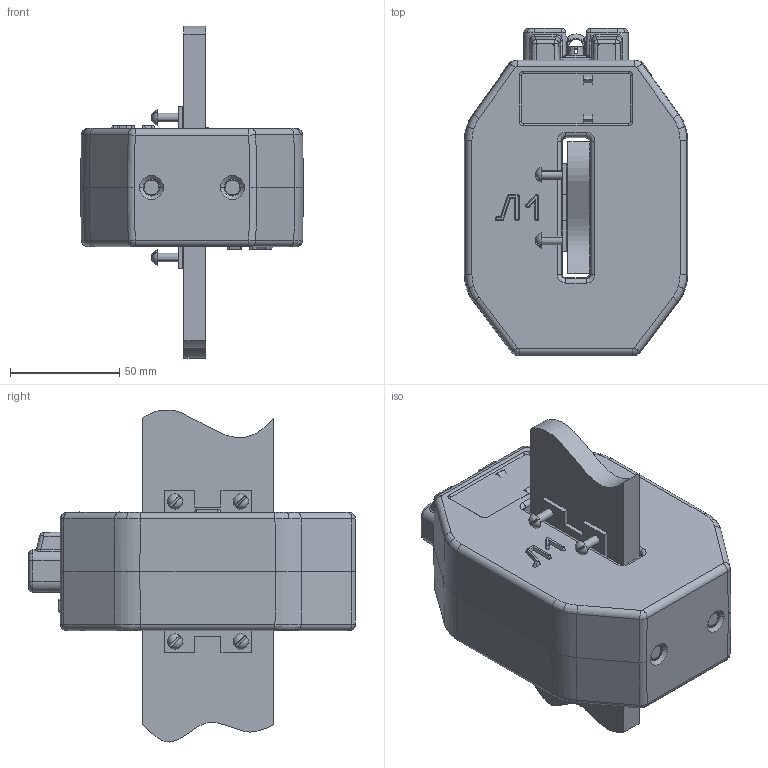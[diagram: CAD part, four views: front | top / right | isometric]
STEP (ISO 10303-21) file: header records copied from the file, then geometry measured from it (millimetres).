
FILE_DESCRIPTION (( 'STEP AP203' ), '1' );
FILE_NAME ('ÒØË-0,66-II ñ ïëàíêîé (300-600À).STEP', '2021-03-15T03:05:56', ( '' ), ( '' ), 'SwSTEP 2.0', 'SolidWorks 2010', '' );
FILE_SCHEMA (( 'CONFIG_CONTROL_DESIGN' ));
Length unit declared in the file: millimetre
Products named in the file (1): ÒØË-0,66-II ñ ïëàíêîé (300-600À)
Bounding box: 102 x 149.5 x 151.82 mm (x, y, z)
Surface area: 82118.9 mm2 (no closed solid volume)
Topology: 0 solids, 16 shells, 412 faces, 1198 edges, 787 vertices
Faces by surface type: plane 137, cylinder 103, bspline 99, cone 53, sphere 16, torus 4
Entity records: 15708 total; most frequent: CARTESIAN_POINT 5749, ORIENTED_EDGE 2102, DIRECTION 1894, EDGE_CURVE 1192, VERTEX_POINT 787, AXIS2_PLACEMENT_3D 668, LINE 558, VECTOR 558
